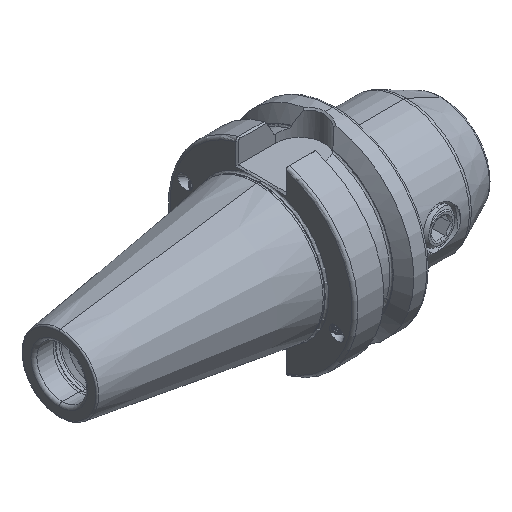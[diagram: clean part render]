
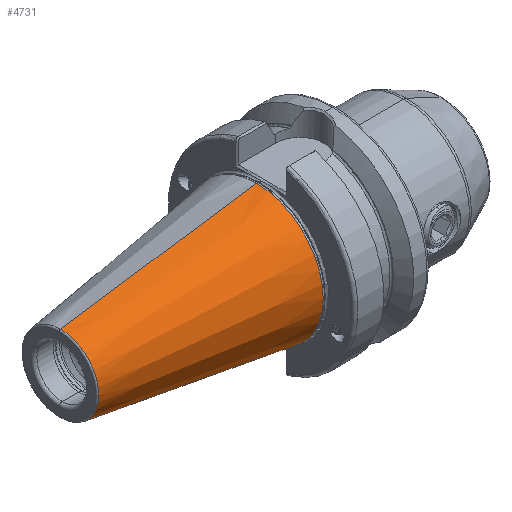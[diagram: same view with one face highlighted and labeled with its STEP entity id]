
A CAD part, isometric view. The second image highlights one B-rep face of the part: STEP entity #4731.
In plain terms, the highlighted conical face has half-angle 8.297 degrees and reference radius 22.298 mm.
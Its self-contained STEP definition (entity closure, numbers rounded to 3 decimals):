
#99 = EDGE_CURVE ( 'NONE', #30950, #30935, #17135, .T. ) ;
#166 = EDGE_CURVE ( 'NONE', #30914, #31025, #17210, .T. ) ;
#4731 = ADVANCED_FACE ( 'NONE', ( #16515 ), #16501, .T. ) ;
#4945 = EDGE_CURVE ( 'NONE', #30914, #30950, #16682, .T. ) ;
#4954 = EDGE_CURVE ( 'NONE', #31025, #30935, #16698, .T. ) ;
#5168 = AXIS2_PLACEMENT_3D ( 'NONE', #11513, #11521, #11517 ) ;
#5171 = AXIS2_PLACEMENT_3D ( 'NONE', #12290, #12308, #12330 ) ;
#6252 = DIRECTION ( 'NONE',  ( 0., 0., -1. ) ) ;
#6258 = CARTESIAN_POINT ( 'NONE',  ( -1.5, 0., 0. ) ) ;
#6291 = DIRECTION ( 'NONE',  ( 1., 0., 0. ) ) ;
#9421 = AXIS2_PLACEMENT_3D ( 'NONE', #6258, #6291, #6252 ) ;
#11513 = CARTESIAN_POINT ( 'NONE',  ( -1.5, 0., 0. ) ) ;
#11517 = DIRECTION ( 'NONE',  ( 0., 0., -1. ) ) ;
#11521 = DIRECTION ( 'NONE',  ( 1., 0., 0. ) ) ;
#12290 = CARTESIAN_POINT ( 'NONE',  ( -66.972, 0., 0. ) ) ;
#12308 = DIRECTION ( 'NONE',  ( 1., 0., 0. ) ) ;
#12330 = DIRECTION ( 'NONE',  ( 0., 0., -1. ) ) ;
#12882 = CARTESIAN_POINT ( 'NONE',  ( -1.5, 0., 22.298 ) ) ;
#12883 = DIRECTION ( 'NONE',  ( 0.99, 0., 0.144 ) ) ;
#12911 = DIRECTION ( 'NONE',  ( 0.99, 0., -0.144 ) ) ;
#12927 = CARTESIAN_POINT ( 'NONE',  ( -1.5, 0., -22.298 ) ) ;
#15122 = CARTESIAN_POINT ( 'NONE',  ( -1.5, 0., -22.298 ) ) ;
#15189 = CARTESIAN_POINT ( 'NONE',  ( -66.972, 0., 12.75 ) ) ;
#15251 = CARTESIAN_POINT ( 'NONE',  ( -1.5, 0., 22.298 ) ) ;
#15437 = CARTESIAN_POINT ( 'NONE',  ( -66.972, 0., -12.75 ) ) ;
#16501 = CONICAL_SURFACE ( 'NONE', #9421, 22.298, 0.145 ) ;
#16515 = FACE_OUTER_BOUND ( 'NONE', #30302, .T. ) ;
#16682 = LINE ( 'NONE', #12882, #16703 ) ;
#16693 = VECTOR ( 'NONE', #12911, 1000. ) ;
#16698 = LINE ( 'NONE', #12927, #16693 ) ;
#16703 = VECTOR ( 'NONE', #12883, 1000. ) ;
#17135 = CIRCLE ( 'NONE', #5168, 22.298 ) ;
#17210 = CIRCLE ( 'NONE', #5171, 12.75 ) ;
#30302 = EDGE_LOOP ( 'NONE', ( #31259, #31297, #31369, #31223 ) ) ;
#30914 = VERTEX_POINT ( 'NONE', #15189 ) ;
#30935 = VERTEX_POINT ( 'NONE', #15122 ) ;
#30950 = VERTEX_POINT ( 'NONE', #15251 ) ;
#31025 = VERTEX_POINT ( 'NONE', #15437 ) ;
#31223 = ORIENTED_EDGE ( 'NONE', *, *, #99, .F. ) ;
#31259 = ORIENTED_EDGE ( 'NONE', *, *, #4945, .F. ) ;
#31297 = ORIENTED_EDGE ( 'NONE', *, *, #166, .T. ) ;
#31369 = ORIENTED_EDGE ( 'NONE', *, *, #4954, .T. ) ;
